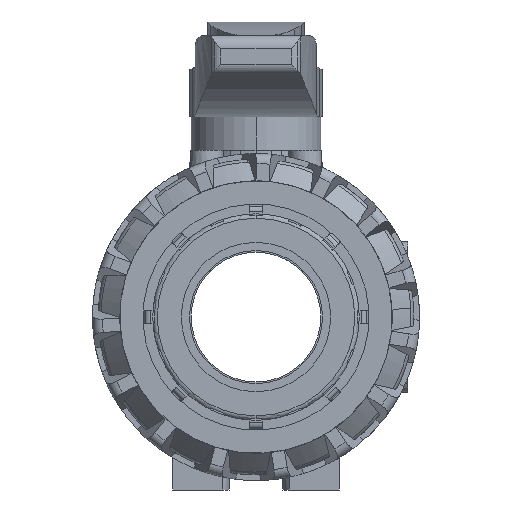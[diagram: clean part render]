
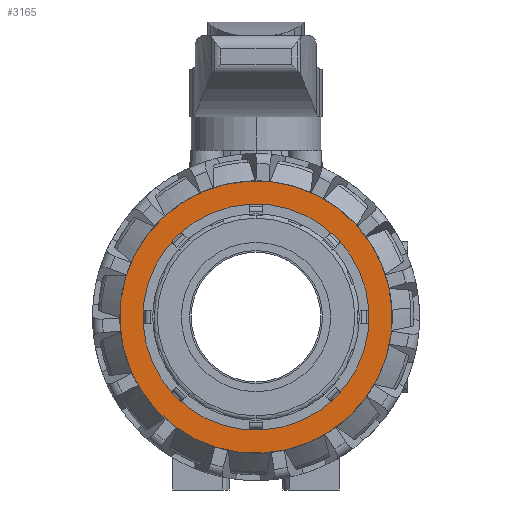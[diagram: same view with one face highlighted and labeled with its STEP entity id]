
A CAD part, left-side view. The second image highlights one B-rep face of the part: STEP entity #3165.
In plain terms, the highlighted planar face has unit normal (-1, 0, 0).
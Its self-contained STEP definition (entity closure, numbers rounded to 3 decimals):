
#3165=ADVANCED_FACE('',(#6656,#6657),#6658,.T.);
#6656=FACE_BOUND('',#10494,.T.);
#6657=FACE_OUTER_BOUND('',#10495,.T.);
#6658=PLANE('',#10496);
#10494=EDGE_LOOP('',(#20330,#20331));
#10495=EDGE_LOOP('',(#20332,#20333));
#10496=AXIS2_PLACEMENT_3D('',#20334,#20335,#20336);
#20330=ORIENTED_EDGE('',*,*,#26962,.T.);
#20331=ORIENTED_EDGE('',*,*,#25833,.T.);
#20332=ORIENTED_EDGE('',*,*,#25828,.T.);
#20333=ORIENTED_EDGE('',*,*,#27041,.T.);
#20334=CARTESIAN_POINT('',(-63.4,0.0,0.0));
#20335=DIRECTION('',(-1.0,0.0,0.0));
#20336=DIRECTION('',(0.0,0.056,0.998));
#25828=EDGE_CURVE('',#31652,#31716,#31718,.T.);
#25833=EDGE_CURVE('',#31721,#31725,#31727,.T.);
#26962=EDGE_CURVE('',#31725,#31721,#33432,.T.);
#27041=EDGE_CURVE('',#31716,#31652,#33525,.T.);
#31652=VERTEX_POINT('',#41054);
#31716=VERTEX_POINT('',#41119);
#31718=CIRCLE('',#41122,40.95);
#31721=VERTEX_POINT('',#41125);
#31725=VERTEX_POINT('',#41130);
#31727=CIRCLE('',#41133,34.0);
#33432=CIRCLE('',#43922,34.0);
#33525=CIRCLE('',#44106,40.95);
#41054=CARTESIAN_POINT('',(-63.4,-40.885,2.312));
#41119=CARTESIAN_POINT('',(-63.4,40.885,-2.312));
#41122=AXIS2_PLACEMENT_3D('',#50089,#50090,#50091);
#41125=CARTESIAN_POINT('',(-63.4,-1.92,-33.946));
#41130=CARTESIAN_POINT('',(-63.4,1.92,33.946));
#41133=AXIS2_PLACEMENT_3D('',#50097,#50098,#50099);
#43922=AXIS2_PLACEMENT_3D('',#51709,#51710,#51711);
#44106=AXIS2_PLACEMENT_3D('',#51782,#51783,#51784);
#50089=CARTESIAN_POINT('',(-63.4,0.0,0.0));
#50090=DIRECTION('',(-1.0,0.0,0.0));
#50091=DIRECTION('',(0.0,0.056,0.998));
#50097=CARTESIAN_POINT('',(-63.4,0.0,0.0));
#50098=DIRECTION('',(1.0,0.0,0.0));
#50099=DIRECTION('',(0.0,-0.056,-0.998));
#51709=CARTESIAN_POINT('',(-63.4,0.0,0.0));
#51710=DIRECTION('',(1.0,0.0,0.0));
#51711=DIRECTION('',(0.0,-0.056,-0.998));
#51782=CARTESIAN_POINT('',(-63.4,0.0,0.0));
#51783=DIRECTION('',(-1.0,0.0,0.0));
#51784=DIRECTION('',(0.0,0.056,0.998));
